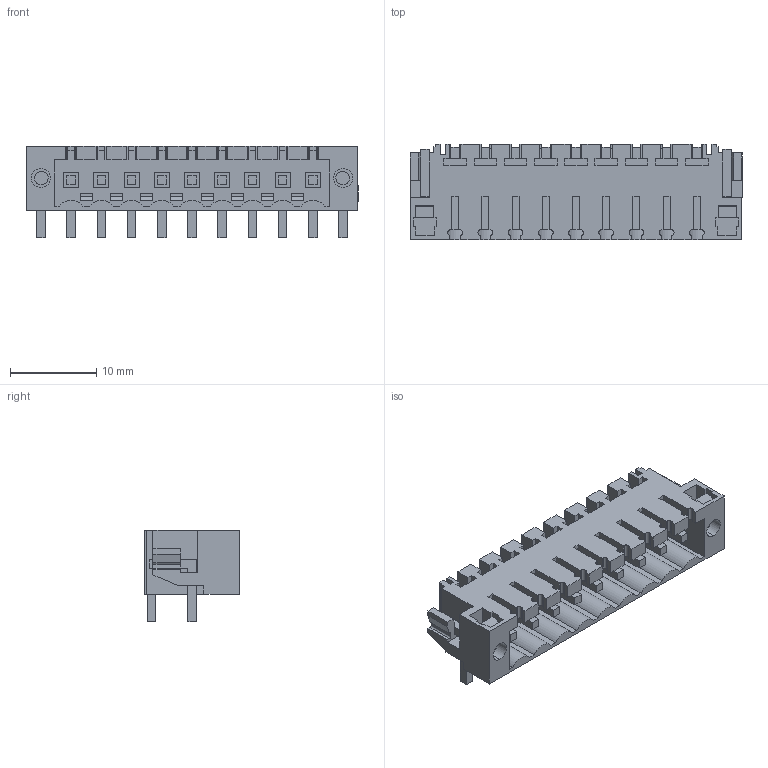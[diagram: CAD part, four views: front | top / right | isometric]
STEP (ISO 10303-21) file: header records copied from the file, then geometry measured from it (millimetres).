
FILE_DESCRIPTION(('CATIA V5 STEP Exchange','CAx-IF Rec.Pracs.--- Model Styling and Organization---1.2---2011-12-15'),'2;1');
FILE_NAME ('D1457209_0_1841930000_1841930000.stp','2018-03-14T12:53:38+00:00',('none'),('Weidmueller'),'CATIA Version 5-6 Release 2014','CATIA V5 STEP AP214','none');
FILE_SCHEMA(('AUTOMOTIVE_DESIGN { 1 0 10303 214 1 1 1 1 }'));
Length unit declared in the file: millimetre
Products named in the file (1): 1841930000
Bounding box: 38.45 x 11.05 x 10.65 mm (x, y, z)
Volume: 1413.9 mm3; surface area: 3733.3 mm2
Topology: 12 solids, 12 shells, 737 faces, 2214 edges, 1520 vertices
Faces by surface type: plane 680, cylinder 57
Entity records: 23921 total; most frequent: ORIENTED_EDGE 4428, CARTESIAN_POINT 4226, DIRECTION 3150, EDGE_CURVE 2214, VECTOR 2100, LINE 2100, VERTEX_POINT 1520, EDGE_LOOP 782
